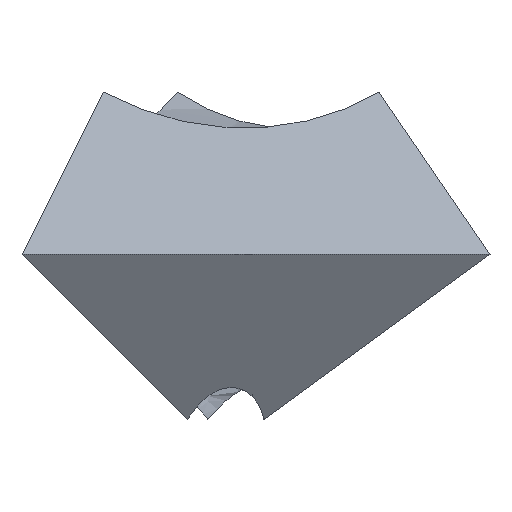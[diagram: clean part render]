
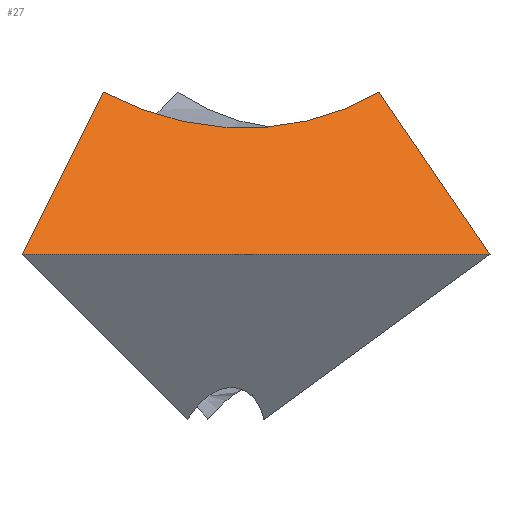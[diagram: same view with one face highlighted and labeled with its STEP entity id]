
A CAD part, front view. The second image highlights one B-rep face of the part: STEP entity #27.
In plain terms, the highlighted free-form (B-spline) face has degree [1, 1] with [2, 2] control points.
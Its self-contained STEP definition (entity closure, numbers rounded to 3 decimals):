
#27=ADVANCED_FACE('',(#42),#240,.T.);
#42=FACE_OUTER_BOUND('',#57,.T.);
#57=EDGE_LOOP('',(#75,#76,#77,#78));
#75=ORIENTED_EDGE('',*,*,#147,.F.);
#76=ORIENTED_EDGE('',*,*,#142,.F.);
#77=ORIENTED_EDGE('',*,*,#146,.T.);
#78=ORIENTED_EDGE('',*,*,#149,.F.);
#142=EDGE_CURVE('',#209,#207,#191,.T.);
#146=EDGE_CURVE('',#209,#211,#195,.T.);
#147=EDGE_CURVE('',#207,#210,#196,.T.);
#149=EDGE_CURVE('',#210,#211,#198,.T.);
#191=B_SPLINE_CURVE_WITH_KNOTS('',1,(#474,#475),.UNSPECIFIED.,.F.,.F.,(2,
2),(-127.279,-84.853),.UNSPECIFIED.);
#195=B_SPLINE_CURVE_WITH_KNOTS('',1,(#482,#483),.UNSPECIFIED.,.F.,.F.,(2,
2),(21.213,29.926),.UNSPECIFIED.);
#196=B_SPLINE_CURVE_WITH_KNOTS('',1,(#484,#485),.UNSPECIFIED.,.F.,.F.,(2,
2),(21.213,29.926),.UNSPECIFIED.);
#198=B_SPLINE_CURVE_WITH_KNOTS('',3,(#488,#489,#490,#491,#492,#493,#494,
#495,#496,#497,#498,#499,#500,#501),.UNSPECIFIED.,.F.,.F.,(4,2,3,3,2,4),
(0.,5.859,11.719,16.113,21.171,
26.229),.UNSPECIFIED.);
#207=VERTEX_POINT('',#451);
#209=VERTEX_POINT('',#453);
#210=VERTEX_POINT('',#454);
#211=VERTEX_POINT('',#455);
#240=B_SPLINE_SURFACE_WITH_KNOTS('',1,1,((#279,#280),(#281,#282)),
 .UNSPECIFIED.,.F.,.F.,.F.,(2,2),(2,2),(0.,42.426),(-127.279,
-84.853),.UNSPECIFIED.);
#279=CARTESIAN_POINT('',(102.66,-6.34,-4.641));
#280=CARTESIAN_POINT('',(20.699,-28.301,-4.641));
#281=CARTESIAN_POINT('',(55.34,6.34,64.641));
#282=CARTESIAN_POINT('',(55.34,6.34,64.641));
#451=CARTESIAN_POINT('',(38.019,-10.981,30.));
#453=CARTESIAN_POINT('',(79.,0.,30.));
#454=CARTESIAN_POINT('',(45.134,-3.866,44.229));
#455=CARTESIAN_POINT('',(69.282,2.604,44.229));
#474=CARTESIAN_POINT('',(79.,0.,30.));
#475=CARTESIAN_POINT('',(38.019,-10.981,30.));
#482=CARTESIAN_POINT('',(79.,0.,30.));
#483=CARTESIAN_POINT('',(69.282,2.604,44.229));
#484=CARTESIAN_POINT('',(38.019,-10.981,30.));
#485=CARTESIAN_POINT('',(45.134,-3.866,44.229));
#488=CARTESIAN_POINT('',(45.134,-3.866,44.229));
#489=CARTESIAN_POINT('',(46.85,-3.743,43.309));
#490=CARTESIAN_POINT('',(48.653,-3.527,42.579));
#491=CARTESIAN_POINT('',(52.361,-2.918,41.528));
#492=CARTESIAN_POINT('',(54.253,-2.528,41.21));
#493=CARTESIAN_POINT('',(56.144,-2.059,41.108));
#494=CARTESIAN_POINT('',(57.563,-1.707,41.03));
#495=CARTESIAN_POINT('',(58.975,-1.312,41.075));
#496=CARTESIAN_POINT('',(60.363,-0.88,41.239));
#497=CARTESIAN_POINT('',(61.962,-0.382,41.429));
#498=CARTESIAN_POINT('',(63.521,0.163,41.777));
#499=CARTESIAN_POINT('',(66.517,1.334,42.781));
#500=CARTESIAN_POINT('',(67.945,1.955,43.434));
#501=CARTESIAN_POINT('',(69.282,2.604,44.229));
